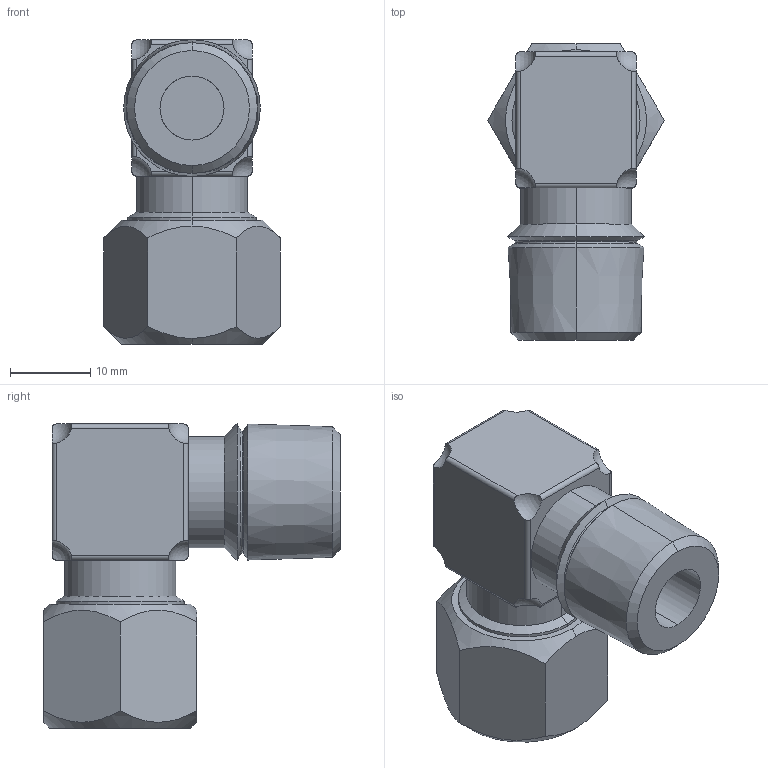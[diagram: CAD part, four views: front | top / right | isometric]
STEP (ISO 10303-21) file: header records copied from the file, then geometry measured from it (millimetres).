
FILE_DESCRIPTION (( 'STEP AP203' ), '1' );
FILE_NAME ('11-1325-05_outokumpu.step', '2015-08-10T09:37:28', ( '' ), ( '' ), 'SwSTEP 2.0', 'SolidWorks 2008', '' );
FILE_SCHEMA (( 'CONFIG_CONTROL_DESIGN' ));
Length unit declared in the file: millimetre
Products named in the file (4): nipple-13-666-410_outokumpu_nipple-13-666-410_outokumpu; bite-ring-13-111-004_outokumpu_bite-ring-13-111-004_outokumpu; nut-13-222-004_outokumpu_nut-13-222-004_outokumpu; 11-1325-05_outokumpu
Assembly tree (3 placements, depth 2):
  11-1325-05_outokumpu
    nut-13-222-004_outokumpu_nut-13-222-004_outokumpu
    nipple-13-666-410_outokumpu_nipple-13-666-410_outokumpu
    bite-ring-13-111-004_outokumpu_bite-ring-13-111-004_outokumpu
Bounding box: 22.05 x 37.05 x 38.03 mm (x, y, z)
Volume: 9755.2 mm3; surface area: 7152 mm2
Topology: 3 solids, 3 shells, 97 faces, 222 edges, 134 vertices
Faces by surface type: cylinder 38, cone 26, plane 21, sphere 8, torus 4
Entity records: 3334 total; most frequent: CARTESIAN_POINT 755, DIRECTION 476, ORIENTED_EDGE 444, EDGE_CURVE 222, AXIS2_PLACEMENT_3D 199, VERTEX_POINT 134, EDGE_LOOP 106, FACE_OUTER_BOUND 97
